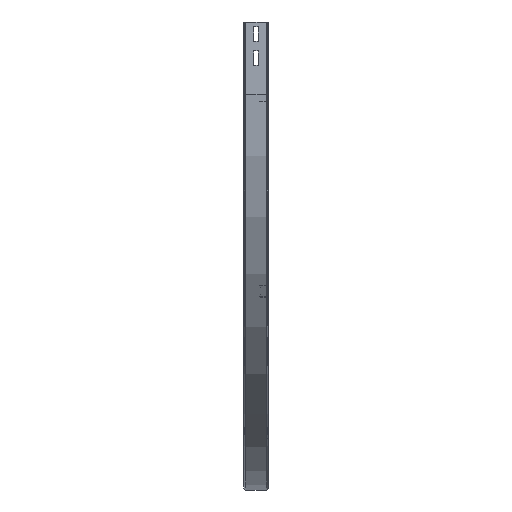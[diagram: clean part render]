
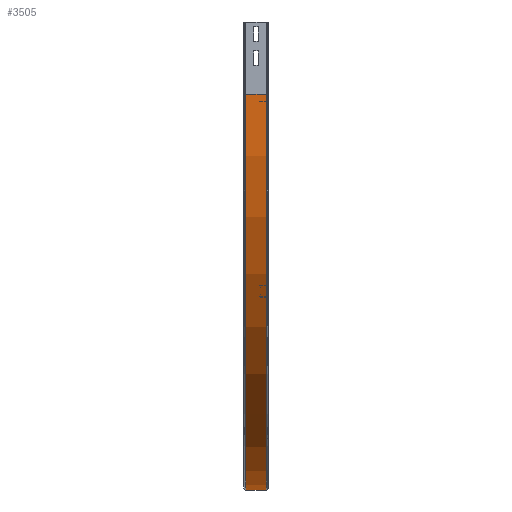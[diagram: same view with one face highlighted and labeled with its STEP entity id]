
A CAD part, left-side view. The second image highlights one B-rep face of the part: STEP entity #3505.
In plain terms, the highlighted cylindrical face has radius 820 mm (diameter 1640 mm), a partial arc.
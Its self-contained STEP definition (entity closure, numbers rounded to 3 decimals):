
#156=CIRCLE('',#3855,820.);
#158=CIRCLE('',#3858,820.);
#211=CYLINDRICAL_SURFACE('',#3857,820.);
#343=FACE_OUTER_BOUND('',#565,.T.);
#565=EDGE_LOOP('',(#2785,#2786,#2787,#2788));
#869=LINE('',#5505,#1265);
#893=LINE('',#5592,#1289);
#1265=VECTOR('',#4479,10.);
#1289=VECTOR('',#4581,10.);
#1615=VERTEX_POINT('',#5498);
#1617=VERTEX_POINT('',#5504);
#1640=VERTEX_POINT('',#5586);
#1641=VERTEX_POINT('',#5590);
#1999=EDGE_CURVE('',#1615,#1617,#869,.T.);
#2040=EDGE_CURVE('',#1640,#1615,#156,.T.);
#2042=EDGE_CURVE('',#1641,#1617,#158,.T.);
#2043=EDGE_CURVE('',#1641,#1640,#893,.T.);
#2785=ORIENTED_EDGE('',*,*,#1999,.T.);
#2786=ORIENTED_EDGE('',*,*,#2042,.F.);
#2787=ORIENTED_EDGE('',*,*,#2043,.T.);
#2788=ORIENTED_EDGE('',*,*,#2040,.T.);
#3505=ADVANCED_FACE('',(#343),#211,.T.);
#3855=AXIS2_PLACEMENT_3D('',#5587,#4573,#4574);
#3857=AXIS2_PLACEMENT_3D('',#5589,#4577,#4578);
#3858=AXIS2_PLACEMENT_3D('',#5591,#4579,#4580);
#4479=DIRECTION('',(0.,-1.,0.));
#4573=DIRECTION('center_axis',(0.,-1.,0.));
#4574=DIRECTION('ref_axis',(-1.,0.,0.));
#4577=DIRECTION('center_axis',(0.,-1.,0.));
#4578=DIRECTION('ref_axis',(-1.,0.,0.));
#4579=DIRECTION('center_axis',(0.,-1.,0.));
#4580=DIRECTION('ref_axis',(-1.,0.,0.));
#4581=DIRECTION('',(0.,1.,0.));
#5498=CARTESIAN_POINT('',(789.,46.,-820.));
#5504=CARTESIAN_POINT('',(789.,4.,-820.));
#5505=CARTESIAN_POINT('',(789.,46.,-820.));
#5586=CARTESIAN_POINT('',(-31.,46.,0.));
#5587=CARTESIAN_POINT('Origin',(789.,46.,0.));
#5589=CARTESIAN_POINT('Origin',(789.,21.188,0.));
#5590=CARTESIAN_POINT('',(-31.,4.,0.));
#5591=CARTESIAN_POINT('Origin',(789.,4.,0.));
#5592=CARTESIAN_POINT('',(-31.,59.048,0.));
